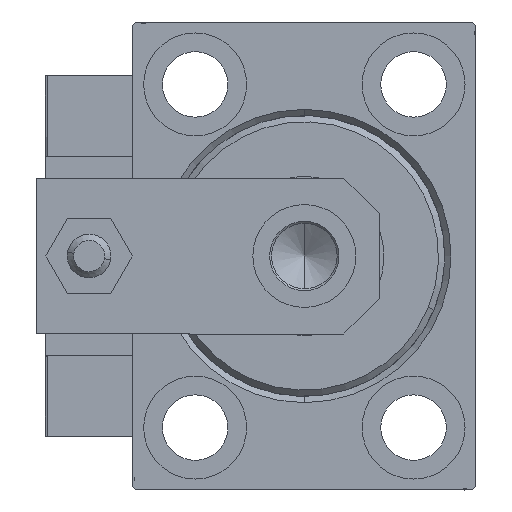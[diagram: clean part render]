
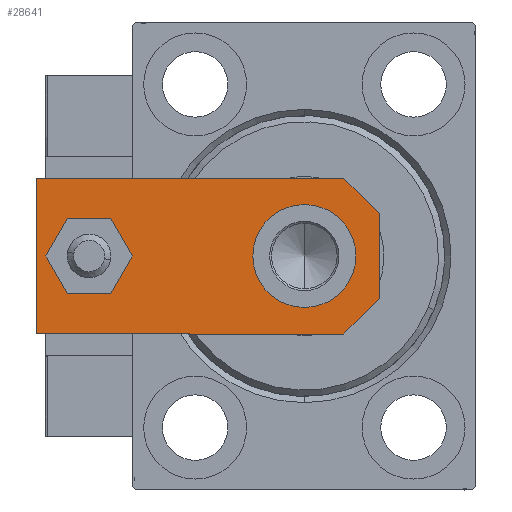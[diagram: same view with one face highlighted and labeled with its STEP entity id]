
A CAD part, left-side view. The second image highlights one B-rep face of the part: STEP entity #28641.
In plain terms, the highlighted face is planar.
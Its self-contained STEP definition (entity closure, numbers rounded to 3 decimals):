
#370 = DIRECTION ( 'NONE',  ( 1., 0., 0. ) ) ;
#962 = ORIENTED_EDGE ( 'NONE', *, *, #31269, .F. ) ;
#1049 = DIRECTION ( 'NONE',  ( -1., 0., 0. ) ) ;
#1450 = DIRECTION ( 'NONE',  ( 1., 0., 0. ) ) ;
#1734 = DIRECTION ( 'NONE',  ( 1., 0., 0. ) ) ;
#1831 = EDGE_LOOP ( 'NONE', ( #12593, #35379 ) ) ;
#2493 = AXIS2_PLACEMENT_3D ( 'NONE', #19273, #14769, #34425 ) ;
#2727 = EDGE_CURVE ( 'NONE', #45093, #42246, #5940, .T. ) ;
#3907 = CARTESIAN_POINT ( 'NONE',  ( -12.5, 0., 6. ) ) ;
#5025 = DIRECTION ( 'NONE',  ( 0.707, 0.707, 0. ) ) ;
#5929 = VECTOR ( 'NONE', #19280, 1000. ) ;
#5940 = LINE ( 'NONE', #40261, #41912 ) ;
#6329 = EDGE_CURVE ( 'NONE', #42246, #28406, #38475, .T. ) ;
#7135 = VERTEX_POINT ( 'NONE', #26395 ) ;
#8271 = CARTESIAN_POINT ( 'NONE',  ( 0., 0., 6. ) ) ;
#8496 = EDGE_CURVE ( 'NONE', #35752, #45026, #31340, .T. ) ;
#8764 = PLANE ( 'NONE',  #36238 ) ;
#9326 = VERTEX_POINT ( 'NONE', #35857 ) ;
#9575 = CARTESIAN_POINT ( 'NONE',  ( 12.5, 55., 6. ) ) ;
#9753 = CARTESIAN_POINT ( 'NONE',  ( 0., 46.5, 6. ) ) ;
#11005 = CARTESIAN_POINT ( 'NONE',  ( -12.5, 55., 6. ) ) ;
#12593 = ORIENTED_EDGE ( 'NONE', *, *, #45063, .F. ) ;
#14110 = CIRCLE ( 'NONE', #43117, 4. ) ;
#14769 = DIRECTION ( 'NONE',  ( 0., 0., 1. ) ) ;
#14861 = FACE_OUTER_BOUND ( 'NONE', #19920, .T. ) ;
#15186 = CARTESIAN_POINT ( 'NONE',  ( 6.84, 0., 6. ) ) ;
#16189 = EDGE_CURVE ( 'NONE', #28406, #42087, #33010, .T. ) ;
#16511 = AXIS2_PLACEMENT_3D ( 'NONE', #21399, #20908, #1734 ) ;
#16517 = CARTESIAN_POINT ( 'NONE',  ( -4., 46.5, 6. ) ) ;
#16755 = AXIS2_PLACEMENT_3D ( 'NONE', #23583, #19543, #370 ) ;
#16836 = DIRECTION ( 'NONE',  ( 0., 0., 1. ) ) ;
#19273 = CARTESIAN_POINT ( 'NONE',  ( 0., 12., 6. ) ) ;
#19280 = DIRECTION ( 'NONE',  ( 1., 0., 0. ) ) ;
#19307 = DIRECTION ( 'NONE',  ( 0., -1., 0. ) ) ;
#19543 = DIRECTION ( 'NONE',  ( 0., 0., 1. ) ) ;
#19920 = EDGE_LOOP ( 'NONE', ( #47990, #43643, #28894, #29521, #26146, #46735 ) ) ;
#20331 = EDGE_CURVE ( 'NONE', #9326, #7135, #42563, .T. ) ;
#20908 = DIRECTION ( 'NONE',  ( 0., 0., 1. ) ) ;
#21399 = CARTESIAN_POINT ( 'NONE',  ( 0., 46.5, 6. ) ) ;
#21678 = LINE ( 'NONE', #48449, #23315 ) ;
#23305 = EDGE_CURVE ( 'NONE', #42087, #35752, #21678, .T. ) ;
#23315 = VECTOR ( 'NONE', #37580, 1000. ) ;
#23583 = CARTESIAN_POINT ( 'NONE',  ( 0., 12., 6. ) ) ;
#23660 = DIRECTION ( 'NONE',  ( 0., 0., 1. ) ) ;
#24705 = CARTESIAN_POINT ( 'NONE',  ( -12.5, 55., 6. ) ) ;
#25044 = CIRCLE ( 'NONE', #2493, 8.25 ) ;
#25384 = CIRCLE ( 'NONE', #16511, 4. ) ;
#25929 = EDGE_CURVE ( 'NONE', #45026, #45093, #46580, .T. ) ;
#25997 = VERTEX_POINT ( 'NONE', #16517 ) ;
#26146 = ORIENTED_EDGE ( 'NONE', *, *, #23305, .T. ) ;
#26395 = CARTESIAN_POINT ( 'NONE',  ( 8.25, 12., 6. ) ) ;
#26460 = CARTESIAN_POINT ( 'NONE',  ( -12.5, 5.66, 6. ) ) ;
#28406 = VERTEX_POINT ( 'NONE', #15186 ) ;
#28641 = ADVANCED_FACE ( 'NONE', ( #49426, #14861, #45648 ), #8764, .T. ) ;
#28894 = ORIENTED_EDGE ( 'NONE', *, *, #6329, .T. ) ;
#28933 = DIRECTION ( 'NONE',  ( 1., 0., 0. ) ) ;
#29521 = ORIENTED_EDGE ( 'NONE', *, *, #16189, .T. ) ;
#31269 = EDGE_CURVE ( 'NONE', #7135, #9326, #25044, .T. ) ;
#31340 = LINE ( 'NONE', #32094, #41450 ) ;
#31930 = VECTOR ( 'NONE', #5025, 1000. ) ;
#32094 = CARTESIAN_POINT ( 'NONE',  ( 12.5, 55., 6. ) ) ;
#33010 = LINE ( 'NONE', #44381, #31930 ) ;
#34152 = CARTESIAN_POINT ( 'NONE',  ( 4., 46.5, 6. ) ) ;
#34425 = DIRECTION ( 'NONE',  ( 1., 0., 0. ) ) ;
#35379 = ORIENTED_EDGE ( 'NONE', *, *, #41614, .F. ) ;
#35752 = VERTEX_POINT ( 'NONE', #9575 ) ;
#35857 = CARTESIAN_POINT ( 'NONE',  ( -8.25, 12., 6. ) ) ;
#36238 = AXIS2_PLACEMENT_3D ( 'NONE', #8271, #23660, #1450 ) ;
#36241 = ORIENTED_EDGE ( 'NONE', *, *, #20331, .F. ) ;
#37580 = DIRECTION ( 'NONE',  ( 0., 1., 0. ) ) ;
#38475 = LINE ( 'NONE', #3907, #5929 ) ;
#39771 = DIRECTION ( 'NONE',  ( 0.707, -0.707, 0. ) ) ;
#40261 = CARTESIAN_POINT ( 'NONE',  ( -3.42, -3.42, 6. ) ) ;
#41450 = VECTOR ( 'NONE', #1049, 1000. ) ;
#41614 = EDGE_CURVE ( 'NONE', #49114, #25997, #14110, .T. ) ;
#41912 = VECTOR ( 'NONE', #39771, 1000. ) ;
#42087 = VERTEX_POINT ( 'NONE', #43229 ) ;
#42246 = VERTEX_POINT ( 'NONE', #47510 ) ;
#42563 = CIRCLE ( 'NONE', #16755, 8.25 ) ;
#43117 = AXIS2_PLACEMENT_3D ( 'NONE', #9753, #16836, #28933 ) ;
#43229 = CARTESIAN_POINT ( 'NONE',  ( 12.5, 5.66, 6. ) ) ;
#43643 = ORIENTED_EDGE ( 'NONE', *, *, #2727, .T. ) ;
#43648 = EDGE_LOOP ( 'NONE', ( #36241, #962 ) ) ;
#44381 = CARTESIAN_POINT ( 'NONE',  ( 3.42, -3.42, 6. ) ) ;
#45026 = VERTEX_POINT ( 'NONE', #24705 ) ;
#45063 = EDGE_CURVE ( 'NONE', #25997, #49114, #25384, .T. ) ;
#45093 = VERTEX_POINT ( 'NONE', #26460 ) ;
#45142 = VECTOR ( 'NONE', #19307, 1000. ) ;
#45648 = FACE_BOUND ( 'NONE', #43648, .T. ) ;
#46580 = LINE ( 'NONE', #11005, #45142 ) ;
#46735 = ORIENTED_EDGE ( 'NONE', *, *, #8496, .T. ) ;
#47510 = CARTESIAN_POINT ( 'NONE',  ( -6.84, 0., 6. ) ) ;
#47990 = ORIENTED_EDGE ( 'NONE', *, *, #25929, .T. ) ;
#48449 = CARTESIAN_POINT ( 'NONE',  ( 12.5, 0., 6. ) ) ;
#49114 = VERTEX_POINT ( 'NONE', #34152 ) ;
#49426 = FACE_BOUND ( 'NONE', #1831, .T. ) ;
